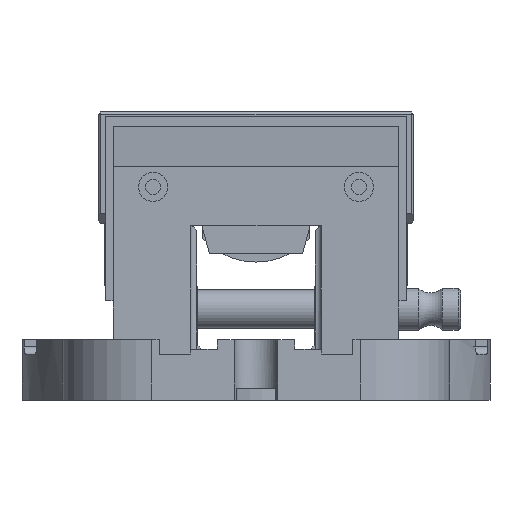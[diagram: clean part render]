
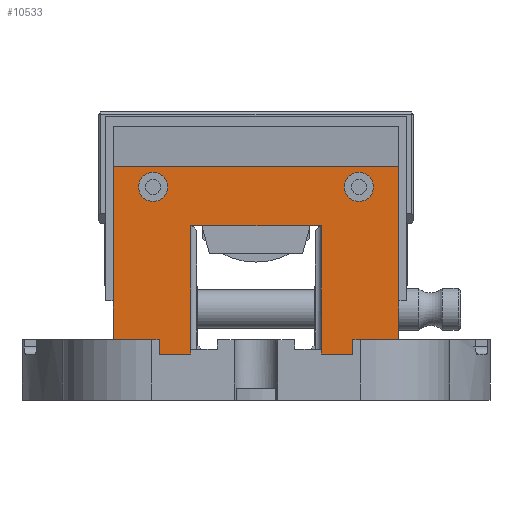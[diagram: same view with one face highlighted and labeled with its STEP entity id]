
A CAD part, left-side view. The second image highlights one B-rep face of the part: STEP entity #10533.
In plain terms, the highlighted planar face has unit normal (-1, 0, 0).
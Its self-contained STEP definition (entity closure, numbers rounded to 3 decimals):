
#353=FACE_BOUND($,#1888,.T.);
#354=FACE_BOUND($,#1889,.T.);
#725=PLANE($,#11467);
#1193=FACE_OUTER_BOUND($,#1887,.T.);
#1887=EDGE_LOOP($,(#8514,#8515,#8516,#8517,#8518,#8519,#8520,#8521,#8522,
#8523));
#1888=EDGE_LOOP($,(#8524));
#1889=EDGE_LOOP($,(#8525));
#2648=LINE($,#15864,#3498);
#2698=LINE($,#16124,#3548);
#2826=LINE($,#16501,#3676);
#2830=LINE($,#16508,#3680);
#2835=LINE($,#16519,#3685);
#2897=LINE($,#16678,#3747);
#3000=LINE($,#16982,#3850);
#3001=LINE($,#16985,#3851);
#3002=LINE($,#16987,#3852);
#3003=LINE($,#16988,#3853);
#3498=VECTOR($,#12515,32.);
#3548=VECTOR($,#12735,32.);
#3676=VECTOR($,#13095,2.);
#3680=VECTOR($,#13101,2.);
#3685=VECTOR($,#13114,51.);
#3747=VECTOR($,#13276,54.);
#3850=VECTOR($,#13613,51.);
#3851=VECTOR($,#13616,77.387);
#3852=VECTOR($,#13617,118.);
#3853=VECTOR($,#13618,77.387);
#4451=CIRCLE($,#11358,6.);
#4454=CIRCLE($,#11363,6.);
#4901=VERTEX_POINT($,#15861);
#4902=VERTEX_POINT($,#15863);
#4976=VERTEX_POINT($,#16121);
#4977=VERTEX_POINT($,#16123);
#5100=VERTEX_POINT($,#16499);
#5102=VERTEX_POINT($,#16505);
#5104=VERTEX_POINT($,#16518);
#5151=VERTEX_POINT($,#16677);
#5155=VERTEX_POINT($,#16691);
#5158=VERTEX_POINT($,#16699);
#5236=VERTEX_POINT($,#16984);
#5237=VERTEX_POINT($,#16986);
#5952=EDGE_CURVE($,#4902,#4901,#2648,.T.);
#6059=EDGE_CURVE($,#4977,#4976,#2698,.T.);
#6241=EDGE_CURVE($,#5100,#4901,#2826,.T.);
#6245=EDGE_CURVE($,#5102,#4977,#2830,.T.);
#6250=EDGE_CURVE($,#5102,#5104,#2835,.T.);
#6330=EDGE_CURVE($,#5151,#5104,#2897,.T.);
#6336=EDGE_CURVE($,#5155,#5155,#4451,.T.);
#6339=EDGE_CURVE($,#5158,#5158,#4454,.T.);
#6478=EDGE_CURVE($,#5100,#5151,#3000,.T.);
#6479=EDGE_CURVE($,#5236,#4976,#3001,.T.);
#6480=EDGE_CURVE($,#5236,#5237,#3002,.T.);
#6481=EDGE_CURVE($,#5237,#4902,#3003,.T.);
#8514=ORIENTED_EDGE($,*,*,#6478,.T.);
#8515=ORIENTED_EDGE($,*,*,#6330,.T.);
#8516=ORIENTED_EDGE($,*,*,#6250,.F.);
#8517=ORIENTED_EDGE($,*,*,#6245,.T.);
#8518=ORIENTED_EDGE($,*,*,#6059,.T.);
#8519=ORIENTED_EDGE($,*,*,#6479,.F.);
#8520=ORIENTED_EDGE($,*,*,#6480,.T.);
#8521=ORIENTED_EDGE($,*,*,#6481,.T.);
#8522=ORIENTED_EDGE($,*,*,#5952,.T.);
#8523=ORIENTED_EDGE($,*,*,#6241,.F.);
#8524=ORIENTED_EDGE($,*,*,#6336,.T.);
#8525=ORIENTED_EDGE($,*,*,#6339,.T.);
#10533=ADVANCED_FACE($,(#1193,#353,#354),#725,.F.);
#11358=AXIS2_PLACEMENT_3D($,#16692,#13294,#13295);
#11363=AXIS2_PLACEMENT_3D($,#16700,#13304,#13305);
#11467=AXIS2_PLACEMENT_3D($,#16983,#13614,#13615);
#12515=DIRECTION($,(0.,-1.,0.));
#12735=DIRECTION($,(0.,-1.,0.));
#13095=DIRECTION($,(0.,0.,-1.));
#13101=DIRECTION($,(0.,0.,-1.));
#13114=DIRECTION($,(0.,0.,1.));
#13276=DIRECTION($,(0.,-1.,0.));
#13294=DIRECTION('center_axis',(1.,0.,0.));
#13295=DIRECTION('ref_axis',(0.,0.,
-1.));
#13304=DIRECTION('center_axis',(1.,0.,0.));
#13305=DIRECTION('ref_axis',(0.,0.,
-1.));
#13613=DIRECTION($,(0.,0.,1.));
#13614=DIRECTION('center_axis',(1.,0.,0.));
#13615=DIRECTION('ref_axis',(0.,0.,-1.));
#13616=DIRECTION($,(0.,0.,-1.));
#13617=DIRECTION($,(0.,1.,0.));
#13618=DIRECTION($,(0.,0.,-1.));
#15861=CARTESIAN_POINT('',(-168.,27.,19.));
#15863=CARTESIAN_POINT('',(-168.,59.,19.));
#15864=CARTESIAN_POINT($,(-168.,13.5,19.));
#16121=CARTESIAN_POINT('',(-168.,-59.,19.));
#16123=CARTESIAN_POINT('',(-168.,-27.,19.));
#16124=CARTESIAN_POINT($,(-168.,-36.5,19.));
#16499=CARTESIAN_POINT('',(-168.,27.,21.));
#16501=CARTESIAN_POINT($,(-168.,27.,25.));
#16505=CARTESIAN_POINT('',(-168.,-27.,21.));
#16508=CARTESIAN_POINT($,(-168.,-27.,25.));
#16518=CARTESIAN_POINT('',(-168.,-27.,72.));
#16519=CARTESIAN_POINT($,(-168.,-27.,23.));
#16677=CARTESIAN_POINT('',(-168.,27.,72.));
#16678=CARTESIAN_POINT($,(-168.,-13.5,72.));
#16691=CARTESIAN_POINT('',(-168.,-42.5,94.));
#16692=CARTESIAN_POINT('Origin',(-168.,-42.5,88.));
#16699=CARTESIAN_POINT('',(-168.,42.5,94.));
#16700=CARTESIAN_POINT('Origin',(-168.,42.5,88.));
#16982=CARTESIAN_POINT($,(-168.,27.,52.5));
#16983=CARTESIAN_POINT('Origin',(-168.,0.,33.));
#16984=CARTESIAN_POINT('',(-168.,-59.,96.387));
#16985=CARTESIAN_POINT($,(-168.,-59.,25.));
#16986=CARTESIAN_POINT('',(-168.,59.,96.387));
#16987=CARTESIAN_POINT($,(-168.,0.,96.387));
#16988=CARTESIAN_POINT($,(-168.,59.,41.));
